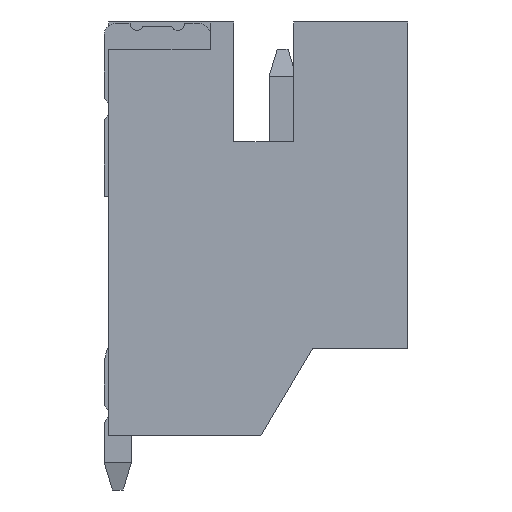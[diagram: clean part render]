
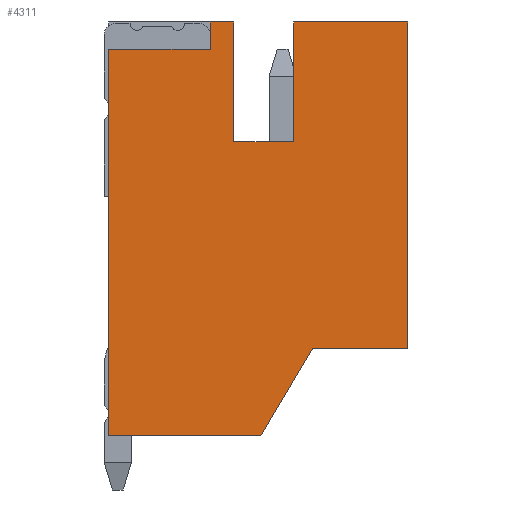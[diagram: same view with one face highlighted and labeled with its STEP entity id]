
A CAD part, left-side view. The second image highlights one B-rep face of the part: STEP entity #4311.
In plain terms, the highlighted planar face has unit normal (-1, 0, 0).
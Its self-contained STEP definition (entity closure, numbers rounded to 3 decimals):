
#436=ORIENTED_EDGE('',*,*,#1656,.F.);
#437=ORIENTED_EDGE('',*,*,#1657,.F.);
#438=ORIENTED_EDGE('',*,*,#1577,.T.);
#439=ORIENTED_EDGE('',*,*,#1658,.T.);
#440=ORIENTED_EDGE('',*,*,#1659,.T.);
#441=ORIENTED_EDGE('',*,*,#1401,.T.);
#442=ORIENTED_EDGE('',*,*,#1538,.T.);
#443=ORIENTED_EDGE('',*,*,#1562,.T.);
#444=ORIENTED_EDGE('',*,*,#1660,.F.);
#445=ORIENTED_EDGE('',*,*,#1661,.F.);
#446=ORIENTED_EDGE('',*,*,#1662,.F.);
#447=ORIENTED_EDGE('',*,*,#1625,.T.);
#1401=EDGE_CURVE('',#2036,#2035,#2451,.T.);
#1538=EDGE_CURVE('',#2035,#2154,#2588,.T.);
#1562=EDGE_CURVE('',#2154,#2176,#2612,.T.);
#1577=EDGE_CURVE('',#2188,#2189,#2627,.T.);
#1625=EDGE_CURVE('',#2226,#2225,#2675,.T.);
#1656=EDGE_CURVE('',#2248,#2225,#2706,.T.);
#1657=EDGE_CURVE('',#2188,#2248,#2707,.T.);
#1658=EDGE_CURVE('',#2189,#2249,#2708,.T.);
#1659=EDGE_CURVE('',#2249,#2036,#2709,.T.);
#1660=EDGE_CURVE('',#2250,#2176,#2710,.T.);
#1661=EDGE_CURVE('',#2251,#2250,#2711,.T.);
#1662=EDGE_CURVE('',#2226,#2251,#2712,.T.);
#2035=VERTEX_POINT('',#5946);
#2036=VERTEX_POINT('',#5948);
#2154=VERTEX_POINT('',#6212);
#2176=VERTEX_POINT('',#6260);
#2188=VERTEX_POINT('',#6289);
#2189=VERTEX_POINT('',#6290);
#2225=VERTEX_POINT('',#6382);
#2226=VERTEX_POINT('',#6384);
#2248=VERTEX_POINT('',#6443);
#2249=VERTEX_POINT('',#6446);
#2250=VERTEX_POINT('',#6449);
#2251=VERTEX_POINT('',#6451);
#2451=LINE('',#5947,#3057);
#2588=LINE('',#6213,#3194);
#2612=LINE('',#6261,#3218);
#2627=LINE('',#6288,#3233);
#2675=LINE('',#6383,#3281);
#2706=LINE('',#6442,#3312);
#2707=LINE('',#6444,#3313);
#2708=LINE('',#6445,#3314);
#2709=LINE('',#6447,#3315);
#2710=LINE('',#6448,#3316);
#2711=LINE('',#6450,#3317);
#2712=LINE('',#6452,#3318);
#3057=VECTOR('',#4813,1000.);
#3194=VECTOR('',#4970,1000.);
#3218=VECTOR('',#4998,1000.);
#3233=VECTOR('',#5015,1000.);
#3281=VECTOR('',#5081,1000.);
#3312=VECTOR('',#5124,1000.);
#3313=VECTOR('',#5125,1000.);
#3314=VECTOR('',#5126,1000.);
#3315=VECTOR('',#5127,1000.);
#3316=VECTOR('',#5128,1000.);
#3317=VECTOR('',#5129,1000.);
#3318=VECTOR('',#5130,1000.);
#3677=EDGE_LOOP('',(#436,#437,#438,#439,#440,#441,#442,#443,#444,#445,#446,
#447));
#3899=FACE_BOUND('',#3677,.T.);
#4112=PLANE('',#4562);
#4311=ADVANCED_FACE('',(#3899),#4112,.T.);
#4562=AXIS2_PLACEMENT_3D('',#6441,#5122,#5123);
#4813=DIRECTION('',(0.,-1.,0.));
#4970=DIRECTION('',(0.,0.,1.));
#4998=DIRECTION('',(0.,1.,0.));
#5015=DIRECTION('',(0.,0.,-1.));
#5081=DIRECTION('',(0.,1.,0.));
#5122=DIRECTION('',(-1.,0.,0.));
#5123=DIRECTION('',(0.,0.,1.));
#5124=DIRECTION('',(0.,0.,1.));
#5125=DIRECTION('',(0.,-1.,0.));
#5126=DIRECTION('',(0.,-1.,0.));
#5127=DIRECTION('',(0.,-0.511,0.86));
#5128=DIRECTION('',(0.,0.,1.));
#5129=DIRECTION('',(0.,-1.,0.));
#5130=DIRECTION('',(0.,0.,-1.));
#5946=CARTESIAN_POINT('',(-10.,-2.75,-3.));
#5947=CARTESIAN_POINT('',(-10.,2.75,-3.));
#5948=CARTESIAN_POINT('',(-10.,-1.,-3.));
#6212=CARTESIAN_POINT('',(-10.,-2.75,3.));
#6213=CARTESIAN_POINT('',(-10.,-2.75,-3.));
#6260=CARTESIAN_POINT('',(-10.,-0.65,3.));
#6261=CARTESIAN_POINT('',(-10.,-2.75,3.));
#6288=CARTESIAN_POINT('',(-10.,2.75,3.));
#6289=CARTESIAN_POINT('',(-10.,2.75,2.5));
#6290=CARTESIAN_POINT('',(-10.,2.75,-4.6));
#6382=CARTESIAN_POINT('',(-10.,0.88,3.));
#6383=CARTESIAN_POINT('',(-10.,-2.75,3.));
#6384=CARTESIAN_POINT('',(-10.,0.45,3.));
#6441=CARTESIAN_POINT('',(-10.,0.,0.));
#6442=CARTESIAN_POINT('',(-10.,0.88,2.5));
#6443=CARTESIAN_POINT('',(-10.,0.88,2.5));
#6444=CARTESIAN_POINT('',(-10.,2.75,2.5));
#6445=CARTESIAN_POINT('',(-10.,2.75,-4.6));
#6446=CARTESIAN_POINT('',(-10.,-0.05,-4.6));
#6447=CARTESIAN_POINT('',(-10.,-0.05,-4.6));
#6448=CARTESIAN_POINT('',(-10.,-0.65,0.8));
#6449=CARTESIAN_POINT('',(-10.,-0.65,0.8));
#6450=CARTESIAN_POINT('',(-10.,0.45,0.8));
#6451=CARTESIAN_POINT('',(-10.,0.45,0.8));
#6452=CARTESIAN_POINT('',(-10.,0.45,3.));
